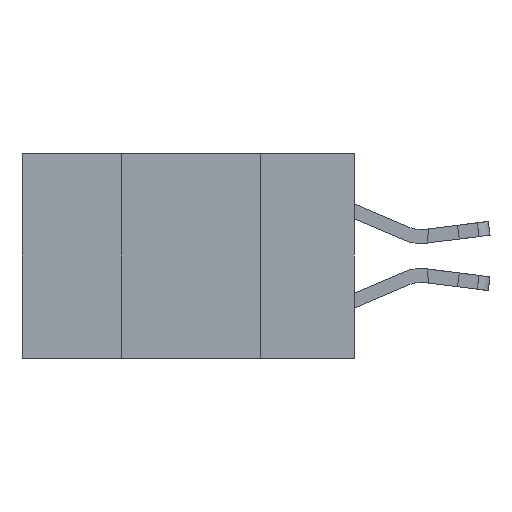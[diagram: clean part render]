
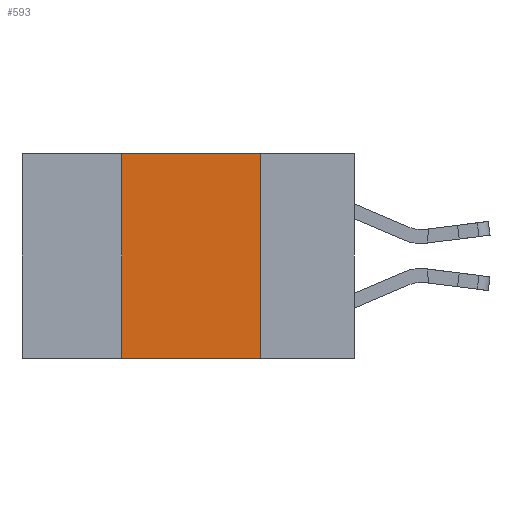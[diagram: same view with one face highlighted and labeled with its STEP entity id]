
A CAD part, left-side view. The second image highlights one B-rep face of the part: STEP entity #593.
In plain terms, the highlighted planar face has unit normal (-1, 0, 0).
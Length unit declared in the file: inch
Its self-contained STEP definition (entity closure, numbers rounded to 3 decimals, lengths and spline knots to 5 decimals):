
#593 = ADVANCED_FACE ( 'NONE', ( #17011 ), #3625, .F. ) ;
#820 = CARTESIAN_POINT ( 'NONE',  ( 0., 0.42, 0. ) ) ;
#982 = CARTESIAN_POINT ( 'NONE',  ( 0., 0.42, -0.37 ) ) ;
#1400 = CARTESIAN_POINT ( 'NONE',  ( 0., 0.42, -0.37 ) ) ;
#1925 = EDGE_CURVE ( 'NONE', #17546, #8000, #8621, .T. ) ;
#2779 = VECTOR ( 'NONE', #19146, 39.37008 ) ;
#3625 = PLANE ( 'NONE',  #19174 ) ;
#4590 = LINE ( 'NONE', #18172, #14943 ) ;
#5657 = CARTESIAN_POINT ( 'NONE',  ( 0., 0.17, 0. ) ) ;
#6907 = DIRECTION ( 'NONE',  ( 0., -1., 0. ) ) ;
#7148 = CARTESIAN_POINT ( 'NONE',  ( 0., 0.17, -0.37 ) ) ;
#7818 = ORIENTED_EDGE ( 'NONE', *, *, #1925, .F. ) ;
#8000 = VERTEX_POINT ( 'NONE', #12698 ) ;
#8621 = LINE ( 'NONE', #7148, #2779 ) ;
#8728 = EDGE_LOOP ( 'NONE', ( #7818, #14491, #18221, #14309 ) ) ;
#8850 = LINE ( 'NONE', #1400, #13168 ) ;
#8884 = EDGE_CURVE ( 'NONE', #15632, #13469, #8850, .T. ) ;
#9546 = VECTOR ( 'NONE', #6907, 39.37008 ) ;
#9673 = CARTESIAN_POINT ( 'NONE',  ( 0., 0.6, 0. ) ) ;
#12061 = EDGE_CURVE ( 'NONE', #15632, #8000, #18818, .T. ) ;
#12698 = CARTESIAN_POINT ( 'NONE',  ( 0., 0.17, -0.37 ) ) ;
#13168 = VECTOR ( 'NONE', #19272, 39.37008 ) ;
#13469 = VERTEX_POINT ( 'NONE', #820 ) ;
#14309 = ORIENTED_EDGE ( 'NONE', *, *, #12061, .T. ) ;
#14491 = ORIENTED_EDGE ( 'NONE', *, *, #16014, .F. ) ;
#14943 = VECTOR ( 'NONE', #15149, 39.37008 ) ;
#15149 = DIRECTION ( 'NONE',  ( 0., -1., 0. ) ) ;
#15632 = VERTEX_POINT ( 'NONE', #982 ) ;
#15641 = DIRECTION ( 'NONE',  ( 1., 0., 0. ) ) ;
#16014 = EDGE_CURVE ( 'NONE', #13469, #17546, #4590, .T. ) ;
#17011 = FACE_OUTER_BOUND ( 'NONE', #8728, .T. ) ;
#17546 = VERTEX_POINT ( 'NONE', #5657 ) ;
#18172 = CARTESIAN_POINT ( 'NONE',  ( 0., 0.6, 0. ) ) ;
#18221 = ORIENTED_EDGE ( 'NONE', *, *, #8884, .F. ) ;
#18611 = CARTESIAN_POINT ( 'NONE',  ( 0., 0.6, -0.37 ) ) ;
#18818 = LINE ( 'NONE', #18611, #9546 ) ;
#19145 = DIRECTION ( 'NONE',  ( 0., 0., -1. ) ) ;
#19146 = DIRECTION ( 'NONE',  ( 0., 0., -1. ) ) ;
#19174 = AXIS2_PLACEMENT_3D ( 'NONE', #9673, #15641, #19145 ) ;
#19272 = DIRECTION ( 'NONE',  ( 0., 0., 1. ) ) ;
